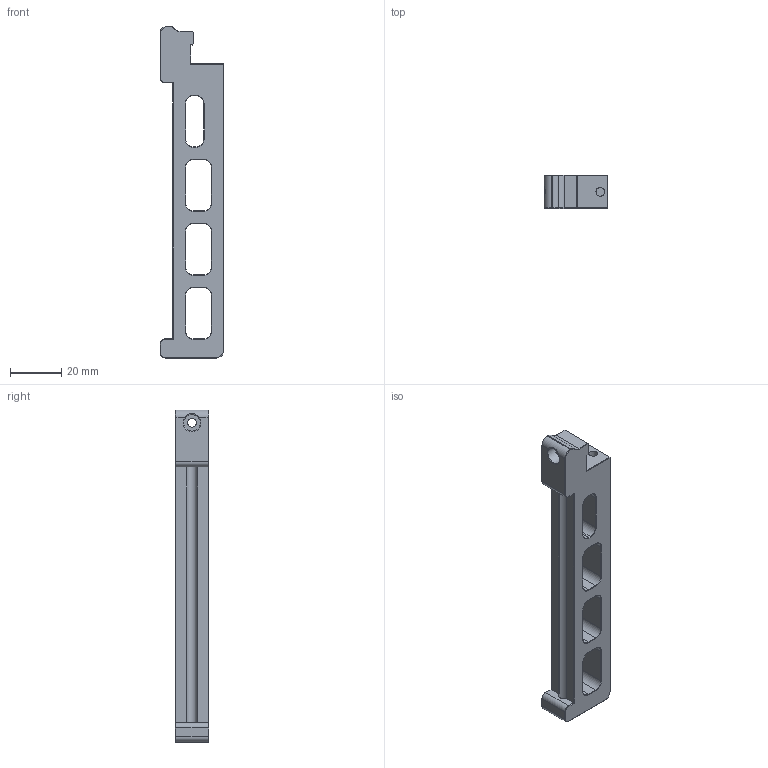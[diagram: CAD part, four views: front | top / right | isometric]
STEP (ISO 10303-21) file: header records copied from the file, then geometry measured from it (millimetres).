
FILE_DESCRIPTION(/* description */ (''),/* implementation_level */ '2;1');
FILE_NAME(/* name */ 'Holder.stp',/* time_stamp */ '2021-01-18T03:02:58-06:00',/* author */ ('Keith'),/* organization */ (''),/* preprocessor_version */ 'ST-DEVELOPER v17',/* originating_system */ 'Autodesk Inventor 2019',/* authorisation */ '');
FILE_SCHEMA (('AUTOMOTIVE_DESIGN { 1 0 10303 214 3 1 1 }'));
Length unit declared in the file: millimetre
Products named in the file (1): Holder
Bounding box: 25 x 13 x 129.75 mm (x, y, z)
Volume: 21841.3 mm3; surface area: 11278.5 mm2
Topology: 1 solids, 1 shells, 196 faces, 461 edges, 267 vertices
Faces by surface type: plane 102, cone 46, cylinder 38, torus 9, bspline 1
Full cylindrical faces by diameter (mm): 3.4 x2, 4.15 x1, 6.5 x1
Entity records: 5621 total; most frequent: CARTESIAN_POINT 1012, DIRECTION 990, ORIENTED_EDGE 922, EDGE_CURVE 461, AXIS2_PLACEMENT_3D 337, LINE 316, VECTOR 316, VERTEX_POINT 267
